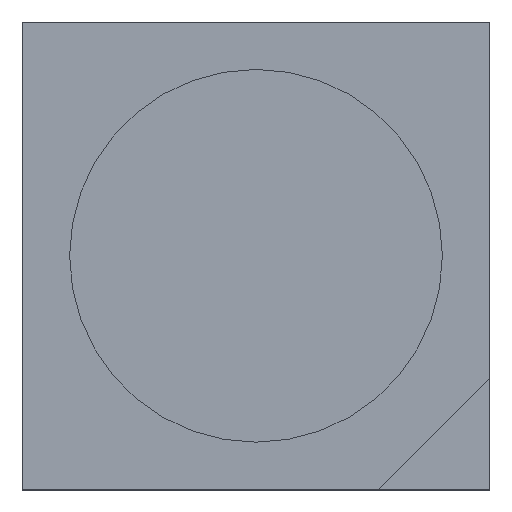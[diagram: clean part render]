
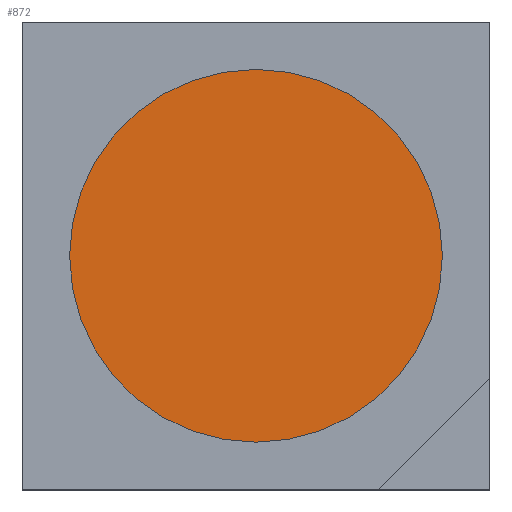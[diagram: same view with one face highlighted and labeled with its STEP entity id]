
A CAD part, top view. The second image highlights one B-rep face of the part: STEP entity #872.
In plain terms, the highlighted planar face has unit normal (0, 0, 1).
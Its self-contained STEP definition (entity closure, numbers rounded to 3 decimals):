
#35=PLANE('',#947);
#87=FACE_OUTER_BOUND('',#140,.T.);
#140=EDGE_LOOP('',(#633));
#425=CIRCLE('',#945,0.837);
#429=VERTEX_POINT('',#1241);
#509=EDGE_CURVE('',#429,#429,#425,.T.);
#633=ORIENTED_EDGE('',*,*,#509,.T.);
#872=ADVANCED_FACE('',(#87),#35,.T.);
#945=AXIS2_PLACEMENT_3D('',#1242,#1008,#1009);
#947=AXIS2_PLACEMENT_3D('',#1246,#1013,#1014);
#1008=DIRECTION('center_axis',(0.,0.,1.));
#1009=DIRECTION('ref_axis',(-1.,0.,0.));
#1013=DIRECTION('center_axis',(0.,0.,1.));
#1014=DIRECTION('ref_axis',(-1.,0.,0.));
#1241=CARTESIAN_POINT('',(0.837,0.,1.));
#1242=CARTESIAN_POINT('Origin',(0.,0.,1.));
#1246=CARTESIAN_POINT('Origin',(0.,0.,1.));
